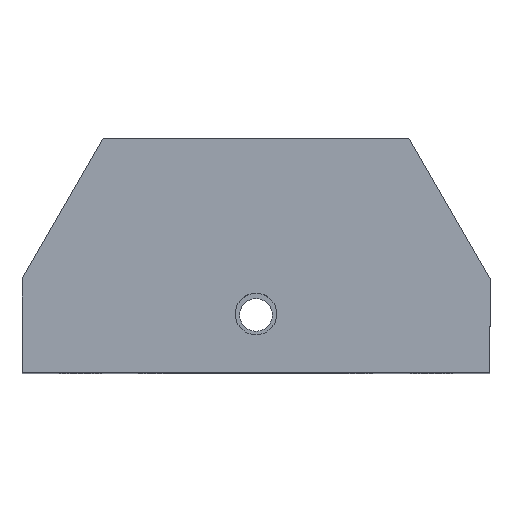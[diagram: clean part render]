
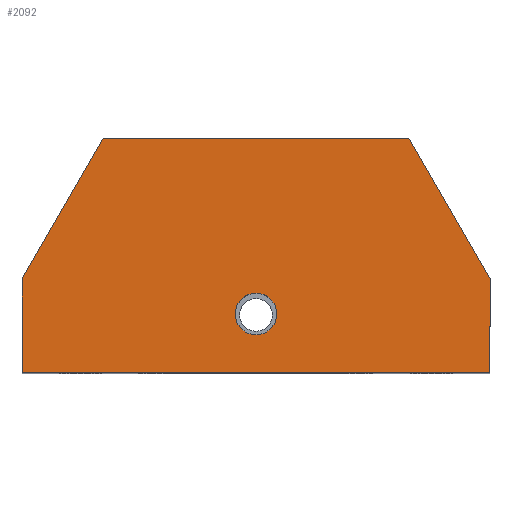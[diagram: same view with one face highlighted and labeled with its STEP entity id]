
A CAD part, top view. The second image highlights one B-rep face of the part: STEP entity #2092.
In plain terms, the highlighted planar face has unit normal (0, 0, 1).
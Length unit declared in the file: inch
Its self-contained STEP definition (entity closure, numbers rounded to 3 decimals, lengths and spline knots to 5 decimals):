
#39 = EDGE_LOOP ( 'NONE', ( #1331, #1323, #1329, #1268, #1306, #1243 ) ) ;
#40 = EDGE_LOOP ( 'NONE', ( #1250, #1322 ) ) ;
#82 = LINE ( 'NONE', #278, #111 ) ;
#84 = LINE ( 'NONE', #289, #98 ) ;
#93 = CIRCLE ( 'NONE', #1203, 0.0445 ) ;
#98 = VECTOR ( 'NONE', #294, 39.37008 ) ;
#111 = VECTOR ( 'NONE', #279, 39.37008 ) ;
#113 = LINE ( 'NONE', #317, #129 ) ;
#128 = VECTOR ( 'NONE', #316, 39.37008 ) ;
#129 = VECTOR ( 'NONE', #318, 39.37008 ) ;
#131 = LINE ( 'NONE', #309, #128 ) ;
#258 = CARTESIAN_POINT ( 'NONE',  ( -0.32679, 0.5, 1.25984 ) ) ;
#260 = DIRECTION ( 'NONE',  ( -1., 0., 0. ) ) ;
#265 = CARTESIAN_POINT ( 'NONE',  ( 0., 0.125, 1.25984 ) ) ;
#266 = DIRECTION ( 'NONE',  ( 0., 0., 1. ) ) ;
#267 = DIRECTION ( 'NONE',  ( 1., 0., 0. ) ) ;
#278 = CARTESIAN_POINT ( 'NONE',  ( 0.32679, 0.5, 1.25984 ) ) ;
#279 = DIRECTION ( 'NONE',  ( -0.5, 0.866, 0. ) ) ;
#289 = CARTESIAN_POINT ( 'NONE',  ( -0.32679, 0.5, 1.25984 ) ) ;
#294 = DIRECTION ( 'NONE',  ( -0.5, -0.866, 0. ) ) ;
#309 = CARTESIAN_POINT ( 'NONE',  ( 0.5, 0.2, 1.25984 ) ) ;
#316 = DIRECTION ( 'NONE',  ( 0., 1., 0. ) ) ;
#317 = CARTESIAN_POINT ( 'NONE',  ( -0.5, 0.2, 1.25984 ) ) ;
#318 = DIRECTION ( 'NONE',  ( 0., -1., 0. ) ) ;
#614 = CARTESIAN_POINT ( 'NONE',  ( 0.5, 0., 1.25984 ) ) ;
#615 = DIRECTION ( 'NONE',  ( 1., 0., 0. ) ) ;
#826 = CARTESIAN_POINT ( 'NONE',  ( 0., 0.125, 1.25984 ) ) ;
#827 = DIRECTION ( 'NONE',  ( 0., 0., 1. ) ) ;
#828 = DIRECTION ( 'NONE',  ( 1., 0., 0. ) ) ;
#834 = CARTESIAN_POINT ( 'NONE',  ( 0.32679, 0.5, 1.25984 ) ) ;
#878 = CARTESIAN_POINT ( 'NONE',  ( -0.0445, 0.125, 1.25984 ) ) ;
#883 = CARTESIAN_POINT ( 'NONE',  ( 0.0445, 0.125, 1.25984 ) ) ;
#912 = CARTESIAN_POINT ( 'NONE',  ( -0.32679, 0.5, 1.25984 ) ) ;
#916 = CARTESIAN_POINT ( 'NONE',  ( 0.5, 0.2, 1.25984 ) ) ;
#928 = CARTESIAN_POINT ( 'NONE',  ( 0.5, 0., 1.25984 ) ) ;
#930 = CARTESIAN_POINT ( 'NONE',  ( -0.5, 0., 1.25984 ) ) ;
#936 = CARTESIAN_POINT ( 'NONE',  ( -0.5, 0.2, 1.25984 ) ) ;
#1006 = PLANE ( 'NONE',  #1981 ) ;
#1008 = CARTESIAN_POINT ( 'NONE',  ( -0.61547, 0., 1.25984 ) ) ;
#1012 = DIRECTION ( 'NONE',  ( 0., 0., -1. ) ) ;
#1013 = DIRECTION ( 'NONE',  ( -1., 0., 0. ) ) ;
#1033 = EDGE_CURVE ( 'NONE', #1346, #1494, #1659, .T. ) ;
#1035 = EDGE_CURVE ( 'NONE', #1446, #1440, #93, .T. ) ;
#1040 = EDGE_CURVE ( 'NONE', #1487, #1346, #82, .T. ) ;
#1046 = EDGE_CURVE ( 'NONE', #1494, #1511, #84, .T. ) ;
#1055 = EDGE_CURVE ( 'NONE', #1502, #1487, #131, .T. ) ;
#1056 = EDGE_CURVE ( 'NONE', #1511, #1505, #113, .T. ) ;
#1149 = EDGE_CURVE ( 'NONE', #1505, #1502, #1728, .T. ) ;
#1195 = EDGE_CURVE ( 'NONE', #1440, #1446, #1780, .T. ) ;
#1203 = AXIS2_PLACEMENT_3D ( 'NONE', #265, #266, #267 ) ;
#1243 = ORIENTED_EDGE ( 'NONE', *, *, #1033, .T. ) ;
#1250 = ORIENTED_EDGE ( 'NONE', *, *, #1035, .F. ) ;
#1268 = ORIENTED_EDGE ( 'NONE', *, *, #1055, .T. ) ;
#1306 = ORIENTED_EDGE ( 'NONE', *, *, #1040, .T. ) ;
#1322 = ORIENTED_EDGE ( 'NONE', *, *, #1195, .F. ) ;
#1323 = ORIENTED_EDGE ( 'NONE', *, *, #1056, .T. ) ;
#1329 = ORIENTED_EDGE ( 'NONE', *, *, #1149, .T. ) ;
#1331 = ORIENTED_EDGE ( 'NONE', *, *, #1046, .T. ) ;
#1346 = VERTEX_POINT ( 'NONE', #834 ) ;
#1440 = VERTEX_POINT ( 'NONE', #878 ) ;
#1446 = VERTEX_POINT ( 'NONE', #883 ) ;
#1487 = VERTEX_POINT ( 'NONE', #916 ) ;
#1494 = VERTEX_POINT ( 'NONE', #912 ) ;
#1502 = VERTEX_POINT ( 'NONE', #928 ) ;
#1505 = VERTEX_POINT ( 'NONE', #930 ) ;
#1511 = VERTEX_POINT ( 'NONE', #936 ) ;
#1659 = LINE ( 'NONE', #258, #1665 ) ;
#1665 = VECTOR ( 'NONE', #260, 39.37008 ) ;
#1728 = LINE ( 'NONE', #614, #1731 ) ;
#1731 = VECTOR ( 'NONE', #615, 39.37008 ) ;
#1780 = CIRCLE ( 'NONE', #1958, 0.0445 ) ;
#1835 = FACE_BOUND ( 'NONE', #40, .T. ) ;
#1839 = FACE_OUTER_BOUND ( 'NONE', #39, .T. ) ;
#1958 = AXIS2_PLACEMENT_3D ( 'NONE', #826, #827, #828 ) ;
#1981 = AXIS2_PLACEMENT_3D ( 'NONE', #1008, #1012, #1013 ) ;
#2092 = ADVANCED_FACE ( 'NONE', ( #1835, #1839 ), #1006, .F. ) ;
